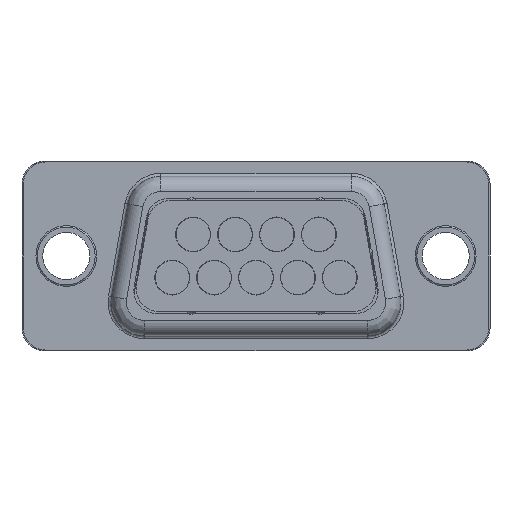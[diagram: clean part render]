
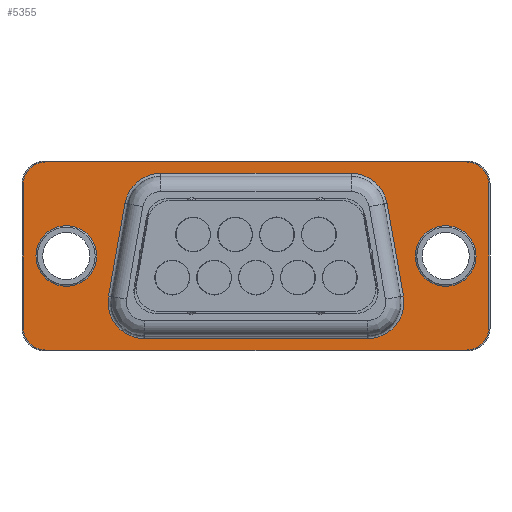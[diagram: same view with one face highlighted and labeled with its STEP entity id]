
A CAD part, front view. The second image highlights one B-rep face of the part: STEP entity #5355.
In plain terms, the highlighted planar face has unit normal (0, -1, 0).
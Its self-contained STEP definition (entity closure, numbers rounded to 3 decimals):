
#2076=PLANE('',#14090);
#3297=LINE('',#20337,#4385);
#3373=LINE('',#21238,#4461);
#3374=LINE('',#21270,#4462);
#3375=LINE('',#21302,#4463);
#3376=LINE('',#21309,#4464);
#3377=LINE('',#21313,#4465);
#3378=LINE('',#21317,#4466);
#3379=LINE('',#21321,#4467);
#4385=VECTOR('',#15750,1.);
#4461=VECTOR('',#15994,1.);
#4462=VECTOR('',#16003,1.);
#4463=VECTOR('',#16012,1.);
#4464=VECTOR('',#16019,1.);
#4465=VECTOR('',#16022,1.);
#4466=VECTOR('',#16025,1.);
#4467=VECTOR('',#16028,1.);
#5355=ADVANCED_FACE('',(#5944,#5945,#5946,#5947),#2076,.T.);
#5944=FACE_BOUND('',#6374,.T.);
#5945=FACE_BOUND('',#6375,.T.);
#5946=FACE_BOUND('',#6376,.T.);
#5947=FACE_BOUND('',#6377,.T.);
#6374=EDGE_LOOP('',(#8384));
#6375=EDGE_LOOP('',(#8385));
#6376=EDGE_LOOP('',(#8386,#8387,#8388,#8389,#8390,#8391,#8392,#8393));
#6377=EDGE_LOOP('',(#8394,#8395,#8396,#8397,#8398,#8399,#8400,#8401));
#8384=ORIENTED_EDGE('',*,*,#12023,.T.);
#8385=ORIENTED_EDGE('',*,*,#12184,.T.);
#8386=ORIENTED_EDGE('',*,*,#12183,.T.);
#8387=ORIENTED_EDGE('',*,*,#12181,.T.);
#8388=ORIENTED_EDGE('',*,*,#12179,.T.);
#8389=ORIENTED_EDGE('',*,*,#12177,.T.);
#8390=ORIENTED_EDGE('',*,*,#12175,.T.);
#8391=ORIENTED_EDGE('',*,*,#12027,.T.);
#8392=ORIENTED_EDGE('',*,*,#12030,.T.);
#8393=ORIENTED_EDGE('',*,*,#12033,.T.);
#8394=ORIENTED_EDGE('',*,*,#12185,.T.);
#8395=ORIENTED_EDGE('',*,*,#12186,.F.);
#8396=ORIENTED_EDGE('',*,*,#12187,.T.);
#8397=ORIENTED_EDGE('',*,*,#12188,.F.);
#8398=ORIENTED_EDGE('',*,*,#12189,.T.);
#8399=ORIENTED_EDGE('',*,*,#12190,.F.);
#8400=ORIENTED_EDGE('',*,*,#12191,.T.);
#8401=ORIENTED_EDGE('',*,*,#12192,.T.);
#10675=VERTEX_POINT('',#20298);
#10676=VERTEX_POINT('',#20301);
#10679=VERTEX_POINT('',#20306);
#10681=VERTEX_POINT('',#20336);
#10683=VERTEX_POINT('',#20342);
#10760=VERTEX_POINT('',#21239);
#10761=VERTEX_POINT('',#21243);
#10762=VERTEX_POINT('',#21271);
#10763=VERTEX_POINT('',#21275);
#10764=VERTEX_POINT('',#21305);
#10765=VERTEX_POINT('',#21307);
#10766=VERTEX_POINT('',#21308);
#10767=VERTEX_POINT('',#21310);
#10768=VERTEX_POINT('',#21312);
#10769=VERTEX_POINT('',#21314);
#10770=VERTEX_POINT('',#21316);
#10771=VERTEX_POINT('',#21318);
#10772=VERTEX_POINT('',#21320);
#12023=EDGE_CURVE('',#10675,#10675,#13167,.T.);
#12027=EDGE_CURVE('',#10676,#10679,#13171,.T.);
#12030=EDGE_CURVE('',#10679,#10681,#3297,.T.);
#12033=EDGE_CURVE('',#10681,#10683,#13175,.T.);
#12175=EDGE_CURVE('',#10760,#10676,#3373,.T.);
#12177=EDGE_CURVE('',#10761,#10760,#13219,.T.);
#12179=EDGE_CURVE('',#10762,#10761,#3374,.T.);
#12181=EDGE_CURVE('',#10763,#10762,#13222,.T.);
#12183=EDGE_CURVE('',#10683,#10763,#3375,.T.);
#12184=EDGE_CURVE('',#10764,#10764,#13224,.T.);
#12185=EDGE_CURVE('',#10765,#10766,#13225,.T.);
#12186=EDGE_CURVE('',#10767,#10766,#3376,.T.);
#12187=EDGE_CURVE('',#10767,#10768,#13226,.T.);
#12188=EDGE_CURVE('',#10769,#10768,#3377,.T.);
#12189=EDGE_CURVE('',#10769,#10770,#13227,.T.);
#12190=EDGE_CURVE('',#10771,#10770,#3378,.T.);
#12191=EDGE_CURVE('',#10771,#10772,#13228,.T.);
#12192=EDGE_CURVE('',#10772,#10765,#3379,.T.);
#13167=CIRCLE('',#13985,2.);
#13171=CIRCLE('',#13990,2.4);
#13175=CIRCLE('',#13995,2.4);
#13219=CIRCLE('',#14078,2.4);
#13222=CIRCLE('',#14082,2.4);
#13224=CIRCLE('',#14085,2.);
#13225=CIRCLE('',#14086,1.5);
#13226=CIRCLE('',#14087,1.5);
#13227=CIRCLE('',#14088,1.5);
#13228=CIRCLE('',#14089,1.5);
#13985=AXIS2_PLACEMENT_3D('',#20297,#15735,#15736);
#13990=AXIS2_PLACEMENT_3D('',#20307,#15745,#15746);
#13995=AXIS2_PLACEMENT_3D('',#20343,#15757,#15758);
#14078=AXIS2_PLACEMENT_3D('',#21242,#15999,#16000);
#14082=AXIS2_PLACEMENT_3D('',#21274,#16008,#16009);
#14085=AXIS2_PLACEMENT_3D('',#21304,#16015,#16016);
#14086=AXIS2_PLACEMENT_3D('',#21306,#16017,#16018);
#14087=AXIS2_PLACEMENT_3D('',#21311,#16020,#16021);
#14088=AXIS2_PLACEMENT_3D('',#21315,#16023,#16024);
#14089=AXIS2_PLACEMENT_3D('',#21319,#16026,#16027);
#14090=AXIS2_PLACEMENT_3D('',#21322,#16029,#16030);
#15735=DIRECTION('',(0.,1.,0.));
#15736=DIRECTION('',(1.,0.,0.));
#15745=DIRECTION('',(0.,1.,0.));
#15746=DIRECTION('',(0.,0.,-1.));
#15750=DIRECTION('',(0.174,0.,0.985));
#15757=DIRECTION('',(0.,1.,0.));
#15758=DIRECTION('',(-0.985,0.,0.174));
#15994=DIRECTION('',(-1.,0.,0.));
#15999=DIRECTION('',(0.,1.,0.));
#16000=DIRECTION('',(0.985,0.,0.174));
#16003=DIRECTION('',(0.174,0.,-0.985));
#16008=DIRECTION('',(0.,1.,0.));
#16009=DIRECTION('',(0.,0.,1.));
#16012=DIRECTION('',(1.,0.,0.));
#16015=DIRECTION('',(0.,1.,0.));
#16016=DIRECTION('',(-1.,0.,0.));
#16017=DIRECTION('',(0.,-1.,0.));
#16018=DIRECTION('',(1.,0.,0.));
#16019=DIRECTION('',(1.,0.,0.));
#16020=DIRECTION('',(0.,-1.,0.));
#16021=DIRECTION('',(0.,0.,1.));
#16022=DIRECTION('',(0.,0.,1.));
#16023=DIRECTION('',(0.,-1.,0.));
#16024=DIRECTION('',(-1.,0.,0.));
#16025=DIRECTION('',(-1.,0.,0.));
#16026=DIRECTION('',(0.,-1.,0.));
#16027=DIRECTION('',(0.,0.,-1.));
#16028=DIRECTION('',(0.,0.,1.));
#16029=DIRECTION('',(0.,-1.,0.));
#16030=DIRECTION('',(1.,0.,0.));
#20297=CARTESIAN_POINT('',(-12.5,-0.35,0.));
#20298=CARTESIAN_POINT('',(-10.5,-0.35,0.));
#20301=CARTESIAN_POINT('',(-7.35,-0.35,-5.45));
#20306=CARTESIAN_POINT('',(-9.714,-0.35,-2.633));
#20307=CARTESIAN_POINT('',(-7.35,-0.35,-3.05));
#20336=CARTESIAN_POINT('',(-8.638,-0.35,3.467));
#20337=CARTESIAN_POINT('',(-9.714,-0.35,-2.633));
#20342=CARTESIAN_POINT('',(-6.274,-0.35,5.45));
#20343=CARTESIAN_POINT('',(-6.274,-0.35,3.05));
#21238=CARTESIAN_POINT('',(7.35,-0.35,-5.45));
#21239=CARTESIAN_POINT('',(7.35,-0.35,-5.45));
#21242=CARTESIAN_POINT('',(7.35,-0.35,-3.05));
#21243=CARTESIAN_POINT('',(9.714,-0.35,-2.633));
#21270=CARTESIAN_POINT('',(8.638,-0.35,3.467));
#21271=CARTESIAN_POINT('',(8.638,-0.35,3.467));
#21274=CARTESIAN_POINT('',(6.274,-0.35,3.05));
#21275=CARTESIAN_POINT('',(6.274,-0.35,5.45));
#21302=CARTESIAN_POINT('',(-6.274,-0.35,5.45));
#21304=CARTESIAN_POINT('',(12.5,-0.35,0.));
#21305=CARTESIAN_POINT('',(10.5,-0.35,0.));
#21306=CARTESIAN_POINT('',(13.85,-0.35,4.7));
#21307=CARTESIAN_POINT('',(15.35,-0.35,4.7));
#21308=CARTESIAN_POINT('',(13.85,-0.35,6.2));
#21309=CARTESIAN_POINT('',(-13.85,-0.35,6.2));
#21310=CARTESIAN_POINT('',(-13.85,-0.35,6.2));
#21311=CARTESIAN_POINT('',(-13.85,-0.35,4.7));
#21312=CARTESIAN_POINT('',(-15.35,-0.35,4.7));
#21313=CARTESIAN_POINT('',(-15.35,-0.35,-4.7));
#21314=CARTESIAN_POINT('',(-15.35,-0.35,-4.7));
#21315=CARTESIAN_POINT('',(-13.85,-0.35,-4.7));
#21316=CARTESIAN_POINT('',(-13.85,-0.35,-6.2));
#21317=CARTESIAN_POINT('',(13.85,-0.35,-6.2));
#21318=CARTESIAN_POINT('',(13.85,-0.35,-6.2));
#21319=CARTESIAN_POINT('',(13.85,-0.35,-4.7));
#21320=CARTESIAN_POINT('',(15.35,-0.35,-4.7));
#21321=CARTESIAN_POINT('',(15.35,-0.35,-4.7));
#21322=CARTESIAN_POINT('',(-16.218,-0.35,-6.92));
